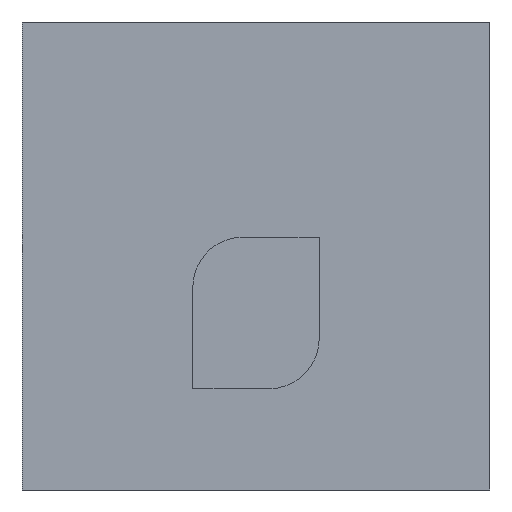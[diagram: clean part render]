
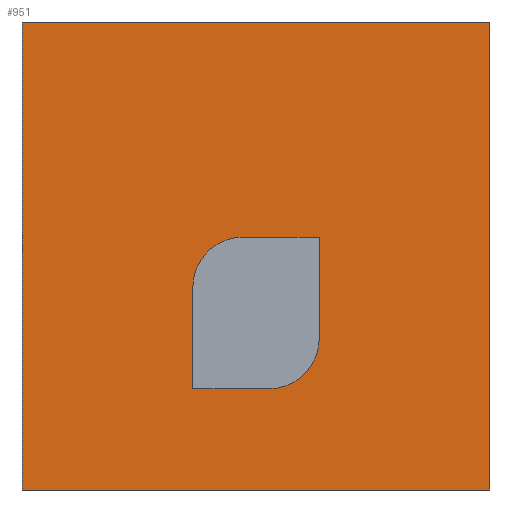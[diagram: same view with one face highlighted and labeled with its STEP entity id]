
A CAD part, front view. The second image highlights one B-rep face of the part: STEP entity #951.
In plain terms, the highlighted planar face has unit normal (0, -1, 0).
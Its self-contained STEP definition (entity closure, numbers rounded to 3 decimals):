
#19 = VECTOR ( 'NONE', #635, 1000. ) ;
#21 = DIRECTION ( 'NONE',  ( -1., 0., 0. ) ) ;
#47 = DIRECTION ( 'NONE',  ( 0., 0., -1. ) ) ;
#50 = FACE_OUTER_BOUND ( 'NONE', #289, .T. ) ;
#57 = EDGE_CURVE ( 'NONE', #585, #368, #625, .T. ) ;
#71 = CIRCLE ( 'NONE', #1224, 2. ) ;
#73 = EDGE_LOOP ( 'NONE', ( #901, #1134, #688, #501, #549, #158 ) ) ;
#84 = EDGE_CURVE ( 'NONE', #519, #130, #421, .T. ) ;
#107 = AXIS2_PLACEMENT_3D ( 'NONE', #433, #1100, #1105 ) ;
#112 = CARTESIAN_POINT ( 'NONE',  ( -0.5, -12.5, 8. ) ) ;
#125 = VECTOR ( 'NONE', #47, 1000. ) ;
#130 = VERTEX_POINT ( 'NONE', #499 ) ;
#135 = CARTESIAN_POINT ( 'NONE',  ( 2.5, -12.5, 6. ) ) ;
#139 = CARTESIAN_POINT ( 'NONE',  ( 0.5, -12.5, 6. ) ) ;
#155 = LINE ( 'NONE', #943, #374 ) ;
#157 = LINE ( 'NONE', #729, #19 ) ;
#158 = ORIENTED_EDGE ( 'NONE', *, *, #57, .T. ) ;
#186 = CARTESIAN_POINT ( 'NONE',  ( 2.5, -12.5, 0. ) ) ;
#218 = CARTESIAN_POINT ( 'NONE',  ( 0.5, -12.5, 4. ) ) ;
#220 = ORIENTED_EDGE ( 'NONE', *, *, #416, .T. ) ;
#225 = DIRECTION ( 'NONE',  ( 0., 0., -1. ) ) ;
#238 = EDGE_CURVE ( 'NONE', #349, #585, #731, .T. ) ;
#262 = VERTEX_POINT ( 'NONE', #218 ) ;
#276 = CARTESIAN_POINT ( 'NONE',  ( 9.25, -12.5, 18.5 ) ) ;
#280 = DIRECTION ( 'NONE',  ( 0., 0., 1. ) ) ;
#288 = EDGE_CURVE ( 'NONE', #504, #749, #811, .T. ) ;
#289 = EDGE_LOOP ( 'NONE', ( #323, #220, #885, #752 ) ) ;
#299 = CARTESIAN_POINT ( 'NONE',  ( 9.25, -12.5, 0. ) ) ;
#315 = LINE ( 'NONE', #1239, #760 ) ;
#323 = ORIENTED_EDGE ( 'NONE', *, *, #288, .T. ) ;
#330 = DIRECTION ( 'NONE',  ( 0., 1., 0. ) ) ;
#349 = VERTEX_POINT ( 'NONE', #994 ) ;
#359 = CARTESIAN_POINT ( 'NONE',  ( -9.25, -12.5, 18.5 ) ) ;
#368 = VERTEX_POINT ( 'NONE', #135 ) ;
#374 = VECTOR ( 'NONE', #856, 1000. ) ;
#416 = EDGE_CURVE ( 'NONE', #749, #919, #157, .T. ) ;
#421 = LINE ( 'NONE', #478, #1161 ) ;
#433 = CARTESIAN_POINT ( 'NONE',  ( 9.25, -12.5, 0. ) ) ;
#446 = FACE_BOUND ( 'NONE', #73, .T. ) ;
#478 = CARTESIAN_POINT ( 'NONE',  ( -2.5, -12.5, 0. ) ) ;
#496 = EDGE_CURVE ( 'NONE', #1090, #919, #882, .T. ) ;
#499 = CARTESIAN_POINT ( 'NONE',  ( -2.5, -12.5, 8. ) ) ;
#501 = ORIENTED_EDGE ( 'NONE', *, *, #845, .T. ) ;
#504 = VERTEX_POINT ( 'NONE', #359 ) ;
#519 = VERTEX_POINT ( 'NONE', #1048 ) ;
#549 = ORIENTED_EDGE ( 'NONE', *, *, #238, .T. ) ;
#560 = EDGE_CURVE ( 'NONE', #1090, #504, #155, .T. ) ;
#564 = CARTESIAN_POINT ( 'NONE',  ( 9.25, -12.5, 0. ) ) ;
#585 = VERTEX_POINT ( 'NONE', #751 ) ;
#625 = LINE ( 'NONE', #186, #941 ) ;
#635 = DIRECTION ( 'NONE',  ( 1., 0., 0. ) ) ;
#661 = DIRECTION ( 'NONE',  ( 0., 0., -1. ) ) ;
#688 = ORIENTED_EDGE ( 'NONE', *, *, #84, .T. ) ;
#729 = CARTESIAN_POINT ( 'NONE',  ( 0., -12.5, 0. ) ) ;
#731 = LINE ( 'NONE', #1066, #1070 ) ;
#749 = VERTEX_POINT ( 'NONE', #881 ) ;
#751 = CARTESIAN_POINT ( 'NONE',  ( 2.5, -12.5, 10. ) ) ;
#752 = ORIENTED_EDGE ( 'NONE', *, *, #560, .T. ) ;
#760 = VECTOR ( 'NONE', #21, 1000. ) ;
#765 = DIRECTION ( 'NONE',  ( 0., 0., -1. ) ) ;
#792 = DIRECTION ( 'NONE',  ( 1., 0., 0. ) ) ;
#800 = DIRECTION ( 'NONE',  ( 0., 1., 0. ) ) ;
#811 = LINE ( 'NONE', #1007, #125 ) ;
#845 = EDGE_CURVE ( 'NONE', #130, #349, #1015, .T. ) ;
#856 = DIRECTION ( 'NONE',  ( -1., 0., 0. ) ) ;
#881 = CARTESIAN_POINT ( 'NONE',  ( -9.25, -12.5, 0. ) ) ;
#882 = LINE ( 'NONE', #564, #1054 ) ;
#885 = ORIENTED_EDGE ( 'NONE', *, *, #496, .F. ) ;
#891 = AXIS2_PLACEMENT_3D ( 'NONE', #112, #800, #225 ) ;
#901 = ORIENTED_EDGE ( 'NONE', *, *, #972, .T. ) ;
#919 = VERTEX_POINT ( 'NONE', #299 ) ;
#941 = VECTOR ( 'NONE', #765, 1000. ) ;
#943 = CARTESIAN_POINT ( 'NONE',  ( 9.25, -12.5, 18.5 ) ) ;
#951 = ADVANCED_FACE ( 'NONE', ( #446, #50 ), #1197, .T. ) ;
#972 = EDGE_CURVE ( 'NONE', #368, #262, #71, .T. ) ;
#994 = CARTESIAN_POINT ( 'NONE',  ( -0.5, -12.5, 10. ) ) ;
#999 = DIRECTION ( 'NONE',  ( 0., 0., -1. ) ) ;
#1007 = CARTESIAN_POINT ( 'NONE',  ( -9.25, -12.5, 0. ) ) ;
#1015 = CIRCLE ( 'NONE', #891, 2. ) ;
#1048 = CARTESIAN_POINT ( 'NONE',  ( -2.5, -12.5, 4. ) ) ;
#1054 = VECTOR ( 'NONE', #661, 1000. ) ;
#1066 = CARTESIAN_POINT ( 'NONE',  ( 9.25, -12.5, 10. ) ) ;
#1070 = VECTOR ( 'NONE', #792, 1000. ) ;
#1090 = VERTEX_POINT ( 'NONE', #276 ) ;
#1100 = DIRECTION ( 'NONE',  ( 0., -1., 0. ) ) ;
#1105 = DIRECTION ( 'NONE',  ( 0., 0., -1. ) ) ;
#1113 = EDGE_CURVE ( 'NONE', #262, #519, #315, .T. ) ;
#1134 = ORIENTED_EDGE ( 'NONE', *, *, #1113, .T. ) ;
#1161 = VECTOR ( 'NONE', #280, 1000. ) ;
#1197 = PLANE ( 'NONE',  #107 ) ;
#1224 = AXIS2_PLACEMENT_3D ( 'NONE', #139, #330, #999 ) ;
#1239 = CARTESIAN_POINT ( 'NONE',  ( 9.25, -12.5, 4. ) ) ;
